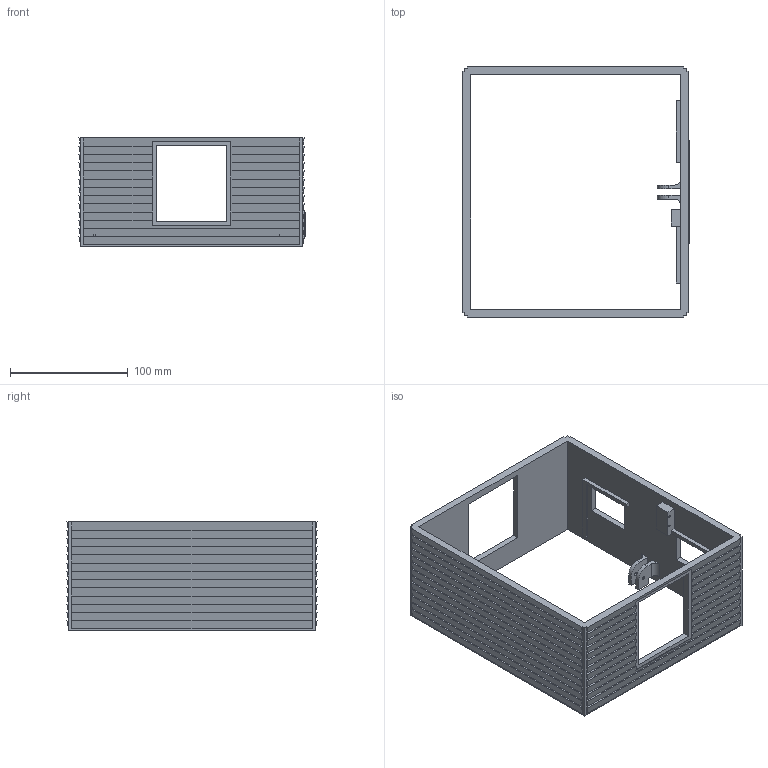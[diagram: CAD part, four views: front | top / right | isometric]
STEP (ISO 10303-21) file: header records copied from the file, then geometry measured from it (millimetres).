
FILE_DESCRIPTION (( 'STEP AP214' ), '1' );
FILE_NAME ('Paredes com janelas e varandas.STEP', '2024-09-05T14:52:03', ( '' ), ( '' ), 'SwSTEP 2.0', 'SolidWorks 2023', '' );
FILE_SCHEMA (( 'AUTOMOTIVE_DESIGN' ));
Length unit declared in the file: millimetre
Products named in the file (1): Paredes com janelas e varandas
Bounding box: 192.43 x 212.76 x 92 mm (x, y, z)
Volume: 368267.7 mm3; surface area: 156936.8 mm2
Topology: 1 solids, 1 shells, 670 faces, 1675 edges, 1012 vertices
Faces by surface type: plane 640, bspline 18, cylinder 12
Entity records: 20401 total; most frequent: CARTESIAN_POINT 4669, ORIENTED_EDGE 3350, DIRECTION 2979, EDGE_CURVE 1675, LINE 1617, VECTOR 1617, VERTEX_POINT 1012, EDGE_LOOP 697
